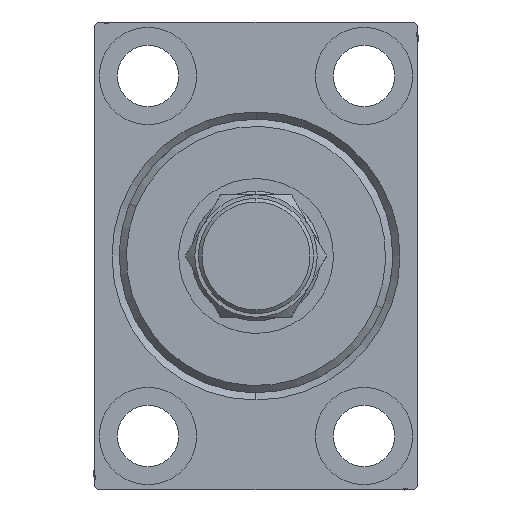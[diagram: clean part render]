
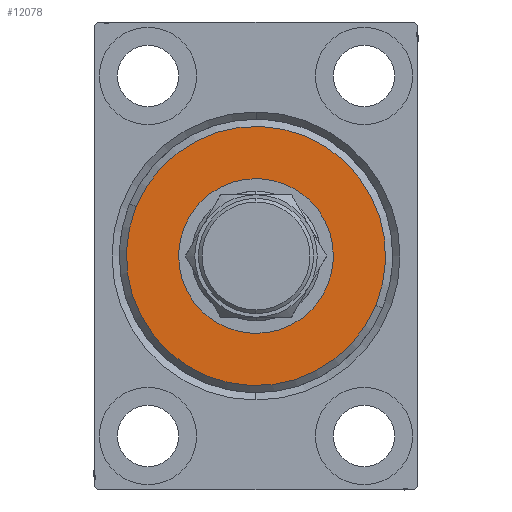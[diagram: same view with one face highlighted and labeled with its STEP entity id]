
A CAD part, left-side view. The second image highlights one B-rep face of the part: STEP entity #12078.
In plain terms, the highlighted face is planar.
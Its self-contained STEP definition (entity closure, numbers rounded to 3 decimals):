
#557 = CARTESIAN_POINT ( 'NONE',  ( 3., 0., 0. ) ) ;
#1681 = CIRCLE ( 'NONE', #19312, 18. ) ;
#2836 = VERTEX_POINT ( 'NONE', #24851 ) ;
#4003 = DIRECTION ( 'NONE',  ( 1., 0., 0. ) ) ;
#4678 = FACE_BOUND ( 'NONE', #19752, .T. ) ;
#5753 = CARTESIAN_POINT ( 'NONE',  ( 3., 0., -18. ) ) ;
#6994 = VERTEX_POINT ( 'NONE', #5753 ) ;
#9204 = DIRECTION ( 'NONE',  ( 1., 0., 0. ) ) ;
#9985 = DIRECTION ( 'NONE',  ( 0., 0., -1. ) ) ;
#12078 = ADVANCED_FACE ( 'NONE', ( #39394, #4678 ), #29030, .T. ) ;
#13407 = ORIENTED_EDGE ( 'NONE', *, *, #16822, .T. ) ;
#15385 = DIRECTION ( 'NONE',  ( 0., 0., -1. ) ) ;
#16347 = ORIENTED_EDGE ( 'NONE', *, *, #40086, .T. ) ;
#16822 = EDGE_CURVE ( 'NONE', #37485, #2836, #29458, .T. ) ;
#19312 = AXIS2_PLACEMENT_3D ( 'NONE', #35504, #4003, #42601 ) ;
#19417 = CIRCLE ( 'NONE', #25994, 10.75 ) ;
#19752 = EDGE_LOOP ( 'NONE', ( #29410, #13407 ) ) ;
#20697 = EDGE_CURVE ( 'NONE', #6994, #29733, #1681, .T. ) ;
#24851 = CARTESIAN_POINT ( 'NONE',  ( 3., 0., 10.75 ) ) ;
#25994 = AXIS2_PLACEMENT_3D ( 'NONE', #36310, #26171, #15385 ) ;
#26171 = DIRECTION ( 'NONE',  ( -1., 0., 0. ) ) ;
#27457 = CARTESIAN_POINT ( 'NONE',  ( 3., 0., 0. ) ) ;
#28139 = DIRECTION ( 'NONE',  ( 1., 0., 0. ) ) ;
#28583 = AXIS2_PLACEMENT_3D ( 'NONE', #557, #28139, #42163 ) ;
#29030 = PLANE ( 'NONE',  #28583 ) ;
#29410 = ORIENTED_EDGE ( 'NONE', *, *, #37831, .T. ) ;
#29458 = CIRCLE ( 'NONE', #33858, 10.75 ) ;
#29673 = CARTESIAN_POINT ( 'NONE',  ( 3., 0., 0. ) ) ;
#29733 = VERTEX_POINT ( 'NONE', #44013 ) ;
#29805 = EDGE_LOOP ( 'NONE', ( #16347, #30921 ) ) ;
#30921 = ORIENTED_EDGE ( 'NONE', *, *, #20697, .T. ) ;
#33858 = AXIS2_PLACEMENT_3D ( 'NONE', #27457, #41473, #9985 ) ;
#34883 = AXIS2_PLACEMENT_3D ( 'NONE', #29673, #9204, #44373 ) ;
#35504 = CARTESIAN_POINT ( 'NONE',  ( 3., 0., 0. ) ) ;
#35637 = CIRCLE ( 'NONE', #34883, 18. ) ;
#35693 = CARTESIAN_POINT ( 'NONE',  ( 3., 0., -10.75 ) ) ;
#36310 = CARTESIAN_POINT ( 'NONE',  ( 3., 0., 0. ) ) ;
#37485 = VERTEX_POINT ( 'NONE', #35693 ) ;
#37831 = EDGE_CURVE ( 'NONE', #2836, #37485, #19417, .T. ) ;
#39394 = FACE_OUTER_BOUND ( 'NONE', #29805, .T. ) ;
#40086 = EDGE_CURVE ( 'NONE', #29733, #6994, #35637, .T. ) ;
#41473 = DIRECTION ( 'NONE',  ( -1., 0., 0. ) ) ;
#42163 = DIRECTION ( 'NONE',  ( 0., 0., -1. ) ) ;
#42601 = DIRECTION ( 'NONE',  ( 0., 0., -1. ) ) ;
#44013 = CARTESIAN_POINT ( 'NONE',  ( 3., 0., 18. ) ) ;
#44373 = DIRECTION ( 'NONE',  ( 0., 0., -1. ) ) ;
